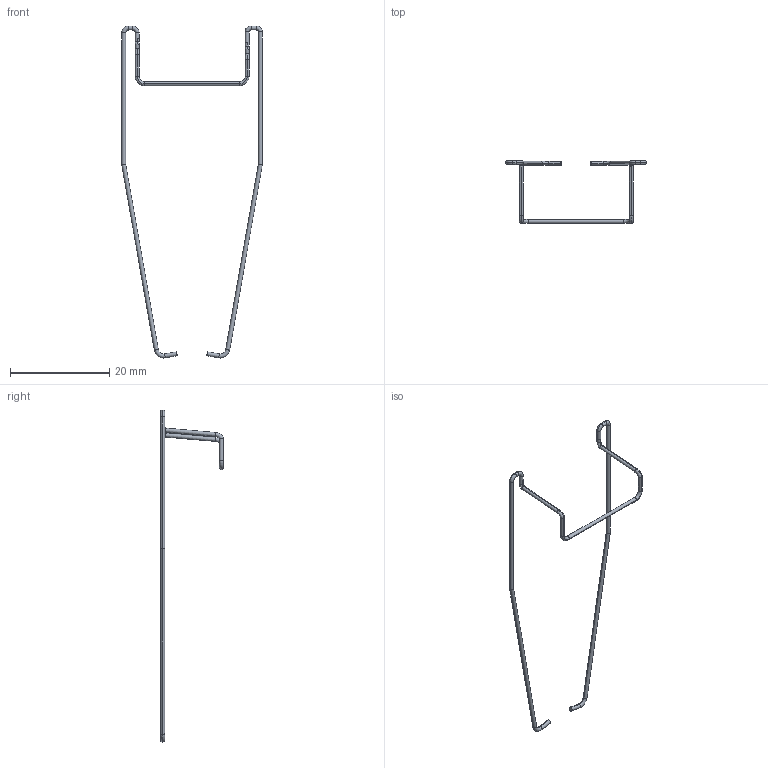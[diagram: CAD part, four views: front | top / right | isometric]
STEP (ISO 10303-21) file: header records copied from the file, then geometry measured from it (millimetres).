
FILE_DESCRIPTION(/* description */ (''),/* implementation_level */ '2;1');
FILE_NAME(/* name */ 'FVF8.273.stp',/* time_stamp */ '2024-05-23T09:39:27+08:00',/* author */ (''),/* organization */ (''),/* preprocessor_version */ 'ST-DEVELOPER v16.7',/* originating_system */ 'SIEMENS PLM Software NX 1942',/* authorisation */ '');
FILE_SCHEMA (('AUTOMOTIVE_DESIGN { 1 0 10303 214 3 1 1 1 }'));
Length unit declared in the file: millimetre
Products named in the file (1): FVF8.273.0050_a-卡簧
Bounding box: 28.3 x 12.6 x 66.82 mm (x, y, z)
Volume: 104.2 mm3; surface area: 523 mm2
Topology: 1 solids, 1 shells, 56 faces, 123 edges, 69 vertices
Faces by surface type: cylinder 30, torus 16, bspline 8, plane 2
Entity records: 2146 total; most frequent: CARTESIAN_POINT 922, DIRECTION 274, ORIENTED_EDGE 246, EDGE_CURVE 123, AXIS2_PLACEMENT_3D 120, CIRCLE 71, VERTEX_POINT 69, ADVANCED_FACE 56
